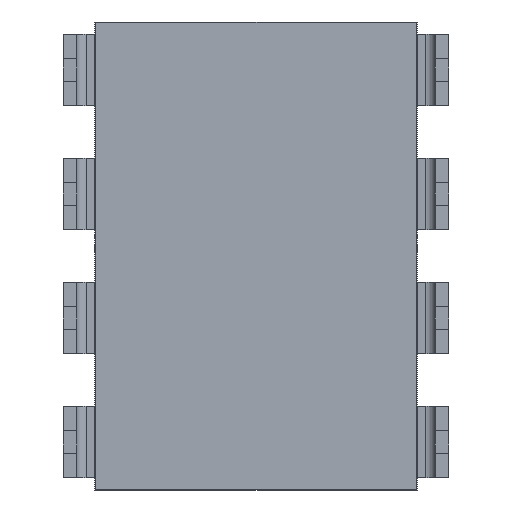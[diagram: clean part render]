
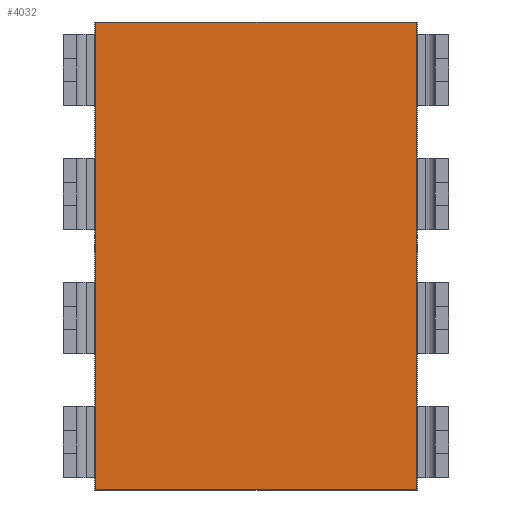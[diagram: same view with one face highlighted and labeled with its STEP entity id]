
A CAD part, front view. The second image highlights one B-rep face of the part: STEP entity #4032.
In plain terms, the highlighted planar face has unit normal (0, -1, 0).
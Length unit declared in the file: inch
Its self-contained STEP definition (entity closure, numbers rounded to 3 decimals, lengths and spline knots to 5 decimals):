
#149 = PLANE ( 'NONE',  #3016 ) ;
#294 = CARTESIAN_POINT ( 'NONE',  ( -0.13, 0.015, -0.18795 ) ) ;
#368 = LINE ( 'NONE', #3146, #1870 ) ;
#451 = EDGE_LOOP ( 'NONE', ( #981, #2060, #2434, #1911 ) ) ;
#600 = DIRECTION ( 'NONE',  ( 1., 0., 0. ) ) ;
#634 = CARTESIAN_POINT ( 'NONE',  ( -0.1292, 0.015, -0.18795 ) ) ;
#729 = LINE ( 'NONE', #294, #3300 ) ;
#762 = CARTESIAN_POINT ( 'NONE',  ( 0., 0.015, 0. ) ) ;
#981 = ORIENTED_EDGE ( 'NONE', *, *, #1069, .T. ) ;
#1067 = DIRECTION ( 'NONE',  ( 0., 0., -1. ) ) ;
#1069 = EDGE_CURVE ( 'NONE', #2726, #2079, #368, .T. ) ;
#1175 = VERTEX_POINT ( 'NONE', #3893 ) ;
#1197 = CARTESIAN_POINT ( 'NONE',  ( 0.13, 0.015, 0.18795 ) ) ;
#1373 = LINE ( 'NONE', #3565, #2103 ) ;
#1394 = DIRECTION ( 'NONE',  ( 0., 0., 1. ) ) ;
#1448 = CARTESIAN_POINT ( 'NONE',  ( -0.1292, 0.015, 0.18795 ) ) ;
#1723 = EDGE_CURVE ( 'NONE', #3512, #1175, #1373, .T. ) ;
#1842 = DIRECTION ( 'NONE',  ( -1., 0., 0. ) ) ;
#1870 = VECTOR ( 'NONE', #2543, 39.37008 ) ;
#1911 = ORIENTED_EDGE ( 'NONE', *, *, #2851, .T. ) ;
#2060 = ORIENTED_EDGE ( 'NONE', *, *, #3258, .T. ) ;
#2079 = VERTEX_POINT ( 'NONE', #634 ) ;
#2103 = VECTOR ( 'NONE', #1394, 39.37008 ) ;
#2324 = CARTESIAN_POINT ( 'NONE',  ( 0.1292, 0.015, -0.18795 ) ) ;
#2434 = ORIENTED_EDGE ( 'NONE', *, *, #1723, .T. ) ;
#2543 = DIRECTION ( 'NONE',  ( 0., 0., -1. ) ) ;
#2726 = VERTEX_POINT ( 'NONE', #1448 ) ;
#2851 = EDGE_CURVE ( 'NONE', #1175, #2726, #3425, .T. ) ;
#2931 = DIRECTION ( 'NONE',  ( 0., -1., 0. ) ) ;
#3016 = AXIS2_PLACEMENT_3D ( 'NONE', #762, #2931, #1067 ) ;
#3146 = CARTESIAN_POINT ( 'NONE',  ( -0.1292, 0.015, 0.18875 ) ) ;
#3239 = FACE_OUTER_BOUND ( 'NONE', #451, .T. ) ;
#3258 = EDGE_CURVE ( 'NONE', #2079, #3512, #729, .T. ) ;
#3300 = VECTOR ( 'NONE', #600, 39.37008 ) ;
#3425 = LINE ( 'NONE', #1197, #3822 ) ;
#3512 = VERTEX_POINT ( 'NONE', #2324 ) ;
#3565 = CARTESIAN_POINT ( 'NONE',  ( 0.1292, 0.015, -0.18875 ) ) ;
#3822 = VECTOR ( 'NONE', #1842, 39.37008 ) ;
#3893 = CARTESIAN_POINT ( 'NONE',  ( 0.1292, 0.015, 0.18795 ) ) ;
#4032 = ADVANCED_FACE ( 'NONE', ( #3239 ), #149, .T. ) ;
